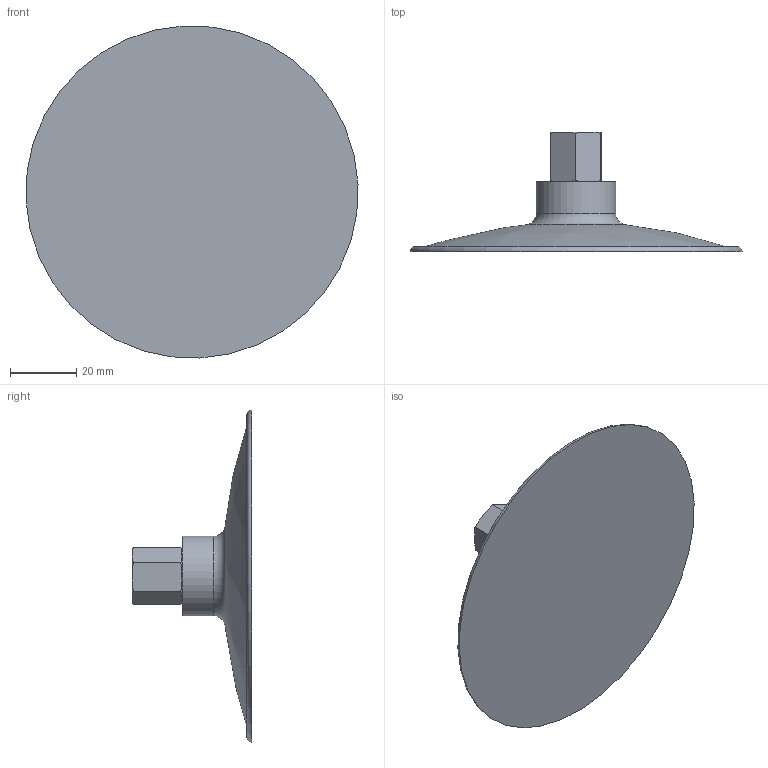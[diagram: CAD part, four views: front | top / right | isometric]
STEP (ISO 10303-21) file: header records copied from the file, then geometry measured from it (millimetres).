
FILE_DESCRIPTION(/* description */ (''),/* implementation_level */ '2;1');
FILE_NAME(/* name */ 'vsp100epdm+rac7r1-8h.stp',/* time_stamp */ '2020-09-14T12:43:32+02:00',/* author */ ('enginyeria'),/* organization */ (''),/* preprocessor_version */ 'ST-DEVELOPER v17.2',/* originating_system */ 'Autodesk Inventor 2019',/* authorisation */ '');
FILE_SCHEMA (('CONFIG_CONTROL_DESIGN'));
Length unit declared in the file: millimetre
Products named in the file (1): vsp100epdm+rac7r1-8h
Bounding box: 99.89 x 36 x 99.89 mm (x, y, z)
Volume: 43496.2 mm3; surface area: 18362.6 mm2
Topology: 1 solids, 1 shells, 18 faces, 46 edges, 33 vertices
Faces by surface type: plane 10, torus 4, cylinder 2, sphere 1, cone 1
Full cylindrical faces by diameter (mm): 8.566 x1, 24 x1
Entity records: 813 total; most frequent: CARTESIAN_POINT 293, DIRECTION 93, ORIENTED_EDGE 92, EDGE_CURVE 46, AXIS2_PLACEMENT_3D 42, VERTEX_POINT 33, CIRCLE 23, EDGE_LOOP 21
